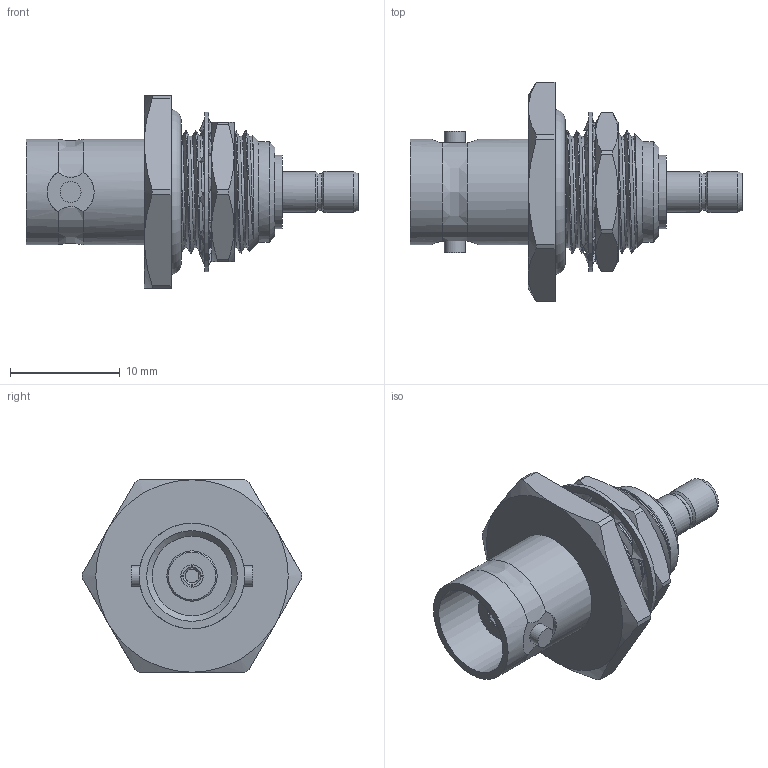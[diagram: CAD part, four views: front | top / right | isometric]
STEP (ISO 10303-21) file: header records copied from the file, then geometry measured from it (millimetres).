
FILE_DESCRIPTION (( 'STEP AP203' ), '1' );
FILE_NAME ('PE9240_3D.step', '2022-02-18T20:28:41', ( '' ), ( '' ), 'SwSTEP 2.0', 'SolidWorks 2021', '' );
FILE_SCHEMA (( 'CONFIG_CONTROL_DESIGN' ));
Length unit declared in the file: inch
Products named in the file (1): PE9240_3D
Bounding box: 30.2 x 19.94 x 17.5 mm (x, y, z)
Volume: 1975.2 mm3; surface area: 2698.1 mm2
Topology: 4 solids, 4 shells, 194 faces, 526 edges, 352 vertices
Faces by surface type: plane 61, cylinder 50, bspline 48, cone 34, torus 1
Full cylindrical faces by diameter (mm): 0.508 x1, 1.27 x1, 1.905 x2, 2.191 x1, 3.048 x1, 3.335 x1, 3.735 x2, 4.572 x1, 6.69 x1, 8.255 x1, 9.151 x1, 9.601 x2, 11.33 x1, 14.506 x1, 15.35 x1
Entity records: 10116 total; most frequent: CARTESIAN_POINT 5650, ORIENTED_EDGE 976, DIRECTION 770, EDGE_CURVE 488, VERTEX_POINT 343, AXIS2_PLACEMENT_3D 303, EDGE_LOOP 237, FACE_OUTER_BOUND 210
